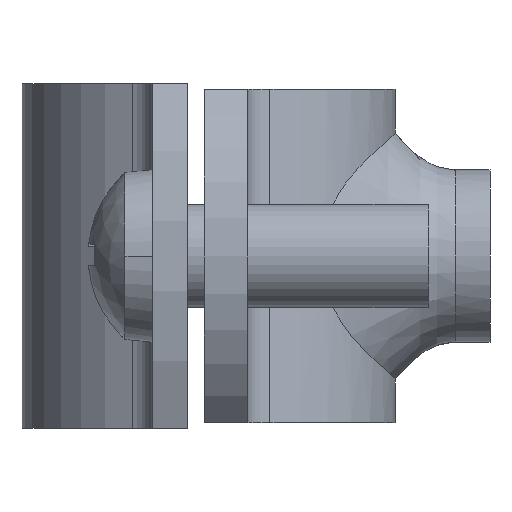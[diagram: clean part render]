
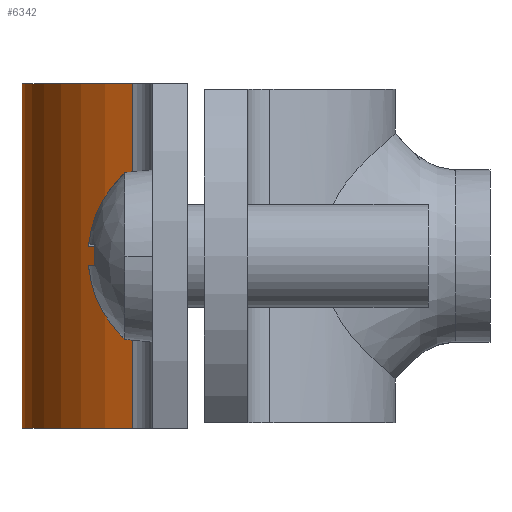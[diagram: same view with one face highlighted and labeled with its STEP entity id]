
A CAD part, left-side view. The second image highlights one B-rep face of the part: STEP entity #6342.
In plain terms, the highlighted cylindrical face has radius 10.6 mm (diameter 21.2 mm), a partial arc.
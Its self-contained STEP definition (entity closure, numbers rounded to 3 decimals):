
#300 = VECTOR ( 'NONE', #2995, 1000. ) ;
#391 = VERTEX_POINT ( 'NONE', #5975 ) ;
#700 = ORIENTED_EDGE ( 'NONE', *, *, #6398, .T. ) ;
#775 = DIRECTION ( 'NONE',  ( 0., 0., 1. ) ) ;
#799 = LINE ( 'NONE', #4605, #4745 ) ;
#860 = AXIS2_PLACEMENT_3D ( 'NONE', #1762, #3828, #2295 ) ;
#888 = FACE_OUTER_BOUND ( 'NONE', #4434, .T. ) ;
#1545 = AXIS2_PLACEMENT_3D ( 'NONE', #3876, #775, #4378 ) ;
#1559 = DIRECTION ( 'NONE',  ( 0., 0., -1. ) ) ;
#1762 = CARTESIAN_POINT ( 'NONE',  ( 0., -0.5, -20.5 ) ) ;
#1962 = CARTESIAN_POINT ( 'NONE',  ( -9.73, 3.706, -20. ) ) ;
#2156 = DIRECTION ( 'NONE',  ( 0., 0., 1. ) ) ;
#2295 = DIRECTION ( 'NONE',  ( 0., -1., 0. ) ) ;
#2938 = CARTESIAN_POINT ( 'NONE',  ( 9.73, 3.706, 0. ) ) ;
#2995 = DIRECTION ( 'NONE',  ( 0., 0., -1. ) ) ;
#3049 = EDGE_CURVE ( 'NONE', #3925, #5738, #799, .T. ) ;
#3493 = CIRCLE ( 'NONE', #1545, 10.6 ) ;
#3592 = AXIS2_PLACEMENT_3D ( 'NONE', #5223, #2156, #5729 ) ;
#3769 = EDGE_CURVE ( 'NONE', #6619, #391, #5128, .T. ) ;
#3828 = DIRECTION ( 'NONE',  ( 0., 0., 1. ) ) ;
#3876 = CARTESIAN_POINT ( 'NONE',  ( 0., -0.5, -20. ) ) ;
#3925 = VERTEX_POINT ( 'NONE', #5200 ) ;
#3980 = EDGE_CURVE ( 'NONE', #6619, #3925, #6179, .T. ) ;
#4378 = DIRECTION ( 'NONE',  ( 0., -1., 0. ) ) ;
#4434 = EDGE_LOOP ( 'NONE', ( #6238, #700, #5549, #5112 ) ) ;
#4605 = CARTESIAN_POINT ( 'NONE',  ( -9.73, 3.706, -10. ) ) ;
#4745 = VECTOR ( 'NONE', #1559, 1000. ) ;
#4842 = CYLINDRICAL_SURFACE ( 'NONE', #860, 10.6 ) ;
#5112 = ORIENTED_EDGE ( 'NONE', *, *, #3980, .F. ) ;
#5128 = LINE ( 'NONE', #6548, #300 ) ;
#5200 = CARTESIAN_POINT ( 'NONE',  ( -9.73, 3.706, 0. ) ) ;
#5223 = CARTESIAN_POINT ( 'NONE',  ( 0., -0.5, 0. ) ) ;
#5549 = ORIENTED_EDGE ( 'NONE', *, *, #3049, .F. ) ;
#5729 = DIRECTION ( 'NONE',  ( 0., -1., 0. ) ) ;
#5738 = VERTEX_POINT ( 'NONE', #1962 ) ;
#5975 = CARTESIAN_POINT ( 'NONE',  ( 9.73, 3.706, -20. ) ) ;
#6179 = CIRCLE ( 'NONE', #3592, 10.6 ) ;
#6238 = ORIENTED_EDGE ( 'NONE', *, *, #3769, .T. ) ;
#6342 = ADVANCED_FACE ( 'NONE', ( #888 ), #4842, .T. ) ;
#6398 = EDGE_CURVE ( 'NONE', #391, #5738, #3493, .T. ) ;
#6548 = CARTESIAN_POINT ( 'NONE',  ( 9.73, 3.706, -10. ) ) ;
#6619 = VERTEX_POINT ( 'NONE', #2938 ) ;
